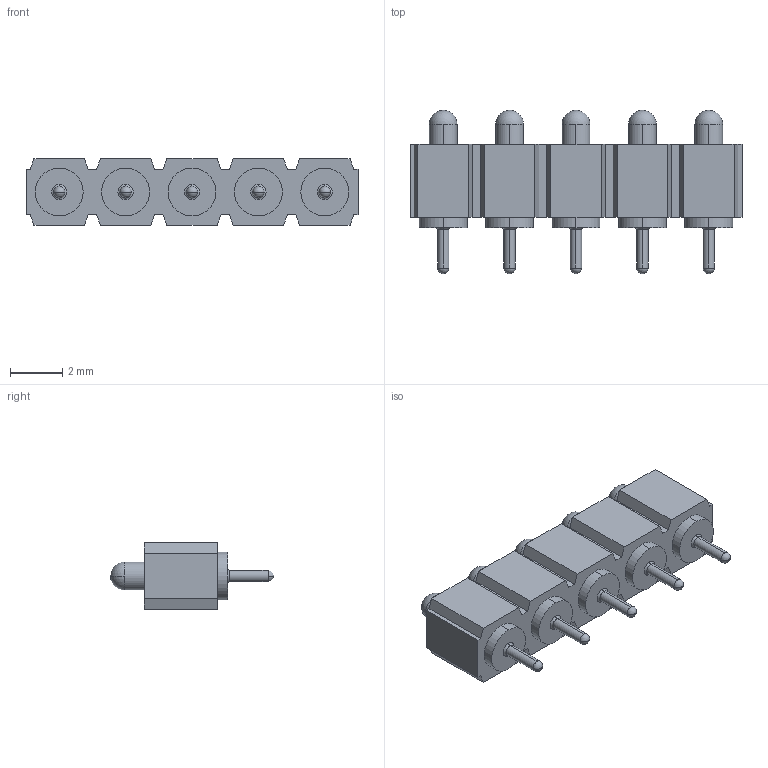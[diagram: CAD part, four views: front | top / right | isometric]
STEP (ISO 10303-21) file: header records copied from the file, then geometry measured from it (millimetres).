
FILE_DESCRIPTION (( 'STEP AP214' ), '1' );
FILE_NAME ('mill-max-821-22-005-10-001101.STEP', '2022-11-14T19:20:32', ( '' ), ( '' ), 'SwSTEP 2.0', 'SolidWorks 2022', '' );
FILE_SCHEMA (( 'AUTOMOTIVE_DESIGN' ));
Length unit declared in the file: inch
Products named in the file (3): 0906_default; P3XX-18-010-00-090000_P305-18-010-00-090000; mill-max-821-22-005-10-001101
Assembly tree (6 placements, depth 2):
  mill-max-821-22-005-10-001101
    P3XX-18-010-00-090000_P305-18-010-00-090000
    0906_default  x5
Bounding box: 12.7 x 6.25 x 2.54 mm (x, y, z)
Volume: 90.9 mm3; surface area: 335.4 mm2
Topology: 6 solids, 6 shells, 176 faces, 432 edges, 268 vertices
Faces by surface type: plane 66, cylinder 60, cone 20, sphere 20, torus 10
Entity records: 2656 total; most frequent: DIRECTION 446, CARTESIAN_POINT 441, ORIENTED_EDGE 424, EDGE_CURVE 212, VECTOR 156, LINE 156, AXIS2_PLACEMENT_3D 145, VERTEX_POINT 140
